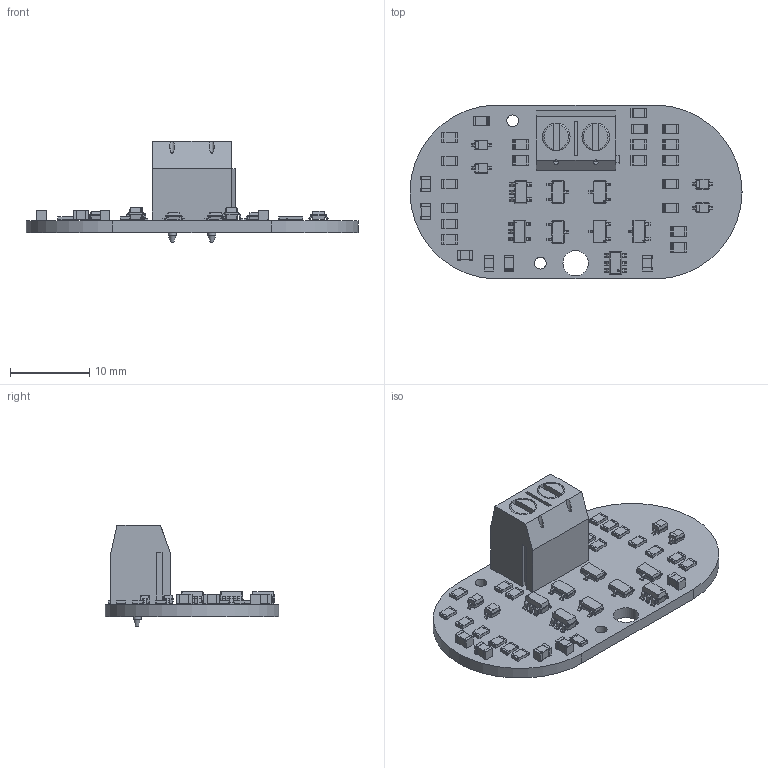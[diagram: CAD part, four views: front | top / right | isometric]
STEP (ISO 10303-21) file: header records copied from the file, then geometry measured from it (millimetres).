
FILE_DESCRIPTION(('KiCad electronic assembly'),'2;1');
FILE_NAME('analog_bms.step','2025-08-19T11:29:45',('Pcbnew'),('Kicad'), 'Open CASCADE STEP processor 7.9','KiCad to STEP converter','Unknown' );
FILE_SCHEMA(('AUTOMOTIVE_DESIGN { 1 0 10303 214 1 1 1 1 }'));
Length unit declared in the file: millimetre
Products named in the file (13): analog_bms 1; D_SOD-323; R_0805_2012Metric; SOT-23-5; TSOT-23; C_0805_2012Metric; SOT-23-6; 691502710002; 6915027100xx_CAGE; 6915027100xx_PIN; 6915027100xx_VIS; analog_bms_PCB
Assembly tree (47 placements, depth 3):
  analog_bms 1
    D_SOD-323  x4
    R_0805_2012Metric  x21
    SOT-23-5  x2
    TSOT-23  x5
    C_0805_2012Metric  x5
    SOT-23-6
    691502710002
      691502710002
      6915027100xx_CAGE  x2
      6915027100xx_PIN  x2
      6915027100xx_VIS  x2
    analog_bms_PCB
Bounding box: 42 x 22 x 12.9 mm (x, y, z)
Volume: 1835.5 mm3; surface area: 3618.7 mm2
Topology: 46 solids, 46 shells, 1807 faces, 4698 edges, 3008 vertices
Faces by surface type: plane 1164, cylinder 437, bspline 192, cone 8, torus 6
Full cylindrical faces by diameter (mm): 0.6 x2, 1 x2, 1.5 x4, 2 x2, 2.5 x2, 2.75 x2, 3 x2, 3.2 x1, 3.5 x4
Entity records: 20744 total; most frequent: CARTESIAN_POINT 3487, ORIENTED_EDGE 2820, DIRECTION 2595, EDGE_CURVE 1410, LINE 1035, VECTOR 1035, VERTEX_POINT 903, AXIS2_PLACEMENT_3D 780
